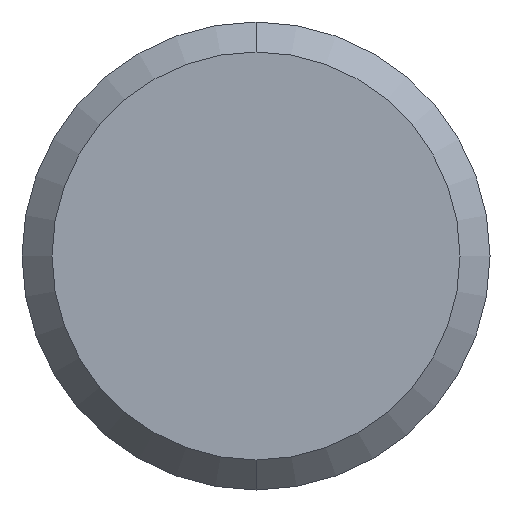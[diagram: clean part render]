
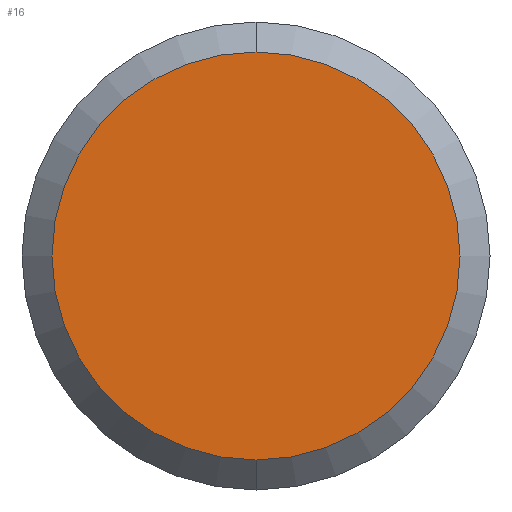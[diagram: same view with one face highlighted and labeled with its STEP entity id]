
A CAD part, front view. The second image highlights one B-rep face of the part: STEP entity #16.
In plain terms, the highlighted planar face has unit normal (0, -1, 0).
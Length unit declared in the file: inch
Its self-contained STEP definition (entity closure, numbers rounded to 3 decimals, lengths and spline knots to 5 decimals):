
#3 = CIRCLE ( 'NONE', #110, 0.1361 ) ;
#13 = EDGE_CURVE ( 'NONE', #176, #109, #3, .T. ) ;
#16 = ADVANCED_FACE ( 'NONE', ( #277 ), #167, .F. ) ;
#33 = DIRECTION ( 'NONE',  ( 0., 1., 0. ) ) ;
#40 = DIRECTION ( 'NONE',  ( 0., 0., 1. ) ) ;
#74 = DIRECTION ( 'NONE',  ( 0., -1., 0. ) ) ;
#79 = CARTESIAN_POINT ( 'NONE',  ( 0., 0., -0.1361 ) ) ;
#80 = ORIENTED_EDGE ( 'NONE', *, *, #13, .T. ) ;
#91 = EDGE_CURVE ( 'NONE', #109, #176, #178, .T. ) ;
#109 = VERTEX_POINT ( 'NONE', #213 ) ;
#110 = AXIS2_PLACEMENT_3D ( 'NONE', #196, #192, #271 ) ;
#111 = AXIS2_PLACEMENT_3D ( 'NONE', #125, #74, #40 ) ;
#121 = CARTESIAN_POINT ( 'NONE',  ( 0., 0., 0. ) ) ;
#125 = CARTESIAN_POINT ( 'NONE',  ( 0., 0., 0. ) ) ;
#167 = PLANE ( 'NONE',  #255 ) ;
#176 = VERTEX_POINT ( 'NONE', #79 ) ;
#178 = CIRCLE ( 'NONE', #111, 0.1361 ) ;
#189 = DIRECTION ( 'NONE',  ( 0., 0., 1. ) ) ;
#192 = DIRECTION ( 'NONE',  ( 0., -1., 0. ) ) ;
#196 = CARTESIAN_POINT ( 'NONE',  ( 0., 0., 0. ) ) ;
#213 = CARTESIAN_POINT ( 'NONE',  ( 0., 0., 0.1361 ) ) ;
#224 = ORIENTED_EDGE ( 'NONE', *, *, #91, .T. ) ;
#237 = EDGE_LOOP ( 'NONE', ( #224, #80 ) ) ;
#255 = AXIS2_PLACEMENT_3D ( 'NONE', #121, #33, #189 ) ;
#271 = DIRECTION ( 'NONE',  ( 0., 0., 1. ) ) ;
#277 = FACE_OUTER_BOUND ( 'NONE', #237, .T. ) ;
